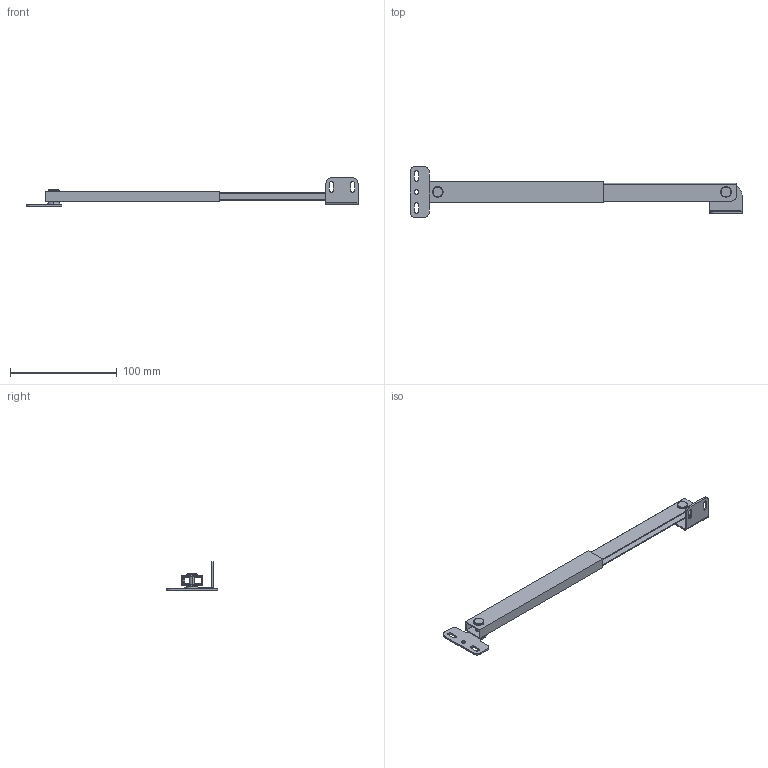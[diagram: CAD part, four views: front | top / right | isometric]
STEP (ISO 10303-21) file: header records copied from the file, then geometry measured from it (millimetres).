
FILE_DESCRIPTION (( 'STEP AP203' ), '1' );
FILE_NAME ('B-1223-11-R.STEP', '2016-08-18T04:34:05', ( '' ), ( '' ), 'SwSTEP 2.0', 'SolidWorks 2014', '' );
FILE_SCHEMA (( 'CONFIG_CONTROL_DESIGN' ));
Length unit declared in the file: millimetre
Products named in the file (7): B-1223-11僗僥乕B_; B-1223-11-R; B-1223僺儞俙_; B-1223取付け座B_; B-1223-11僗僥乕俙_; B-1223取付け座Ａ_; B-1223ピンB_
Assembly tree (6 placements, depth 2):
  B-1223-11-R
    B-1223-11僗僥乕俙_
    B-1223-11僗僥乕B_
    B-1223取付け座B_
    B-1223ピンB_
    B-1223僺儞俙_
    B-1223取付け座Ａ_
Bounding box: 311 x 48 x 26.5 mm (x, y, z)
Volume: 19499 mm3; surface area: 37351.9 mm2
Topology: 6 solids, 6 shells, 146 faces, 368 edges, 240 vertices
Faces by surface type: cylinder 72, plane 66, torus 4, cone 4
Entity records: 5225 total; most frequent: DIRECTION 834, CARTESIAN_POINT 763, ORIENTED_EDGE 736, EDGE_CURVE 368, AXIS2_PLACEMENT_3D 311, VERTEX_POINT 240, VECTOR 212, LINE 212
